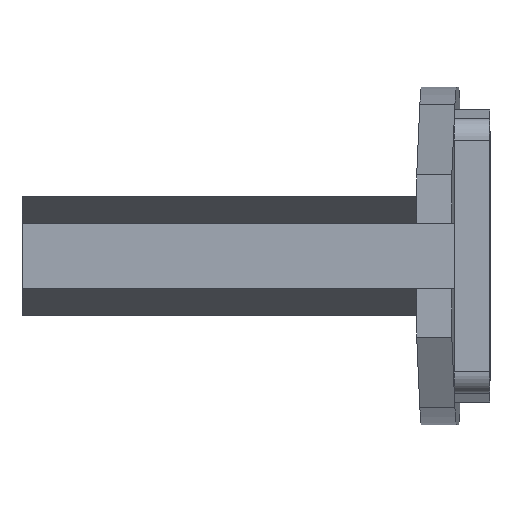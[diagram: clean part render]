
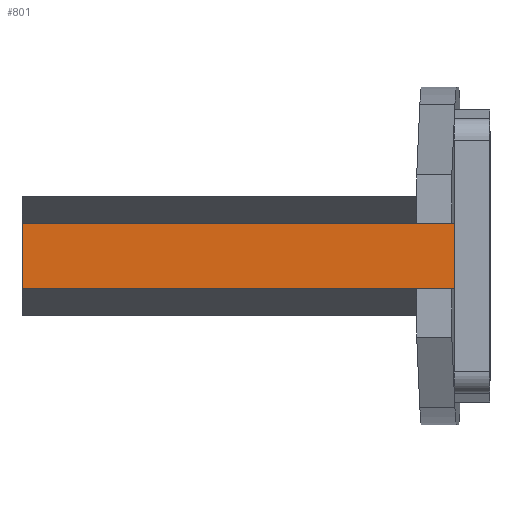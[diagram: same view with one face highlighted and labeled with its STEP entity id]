
A CAD part, front view. The second image highlights one B-rep face of the part: STEP entity #801.
In plain terms, the highlighted planar face has unit normal (-0.009, -1, 0).
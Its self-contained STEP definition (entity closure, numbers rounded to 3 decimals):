
#6 = DIRECTION ( 'NONE',  ( -1., 0.009, 0. ) ) ;
#10 = CARTESIAN_POINT ( 'NONE',  ( -149.254, 25.33, -1.5 ) ) ;
#40 = CARTESIAN_POINT ( 'NONE',  ( -149.254, 25.33, -1.5 ) ) ;
#53 = FACE_OUTER_BOUND ( 'NONE', #571, .T. ) ;
#106 = VECTOR ( 'NONE', #1233, 1000. ) ;
#113 = CARTESIAN_POINT ( 'NONE',  ( -169.253, 25.508, 1.5 ) ) ;
#205 = DIRECTION ( 'NONE',  ( 0., 0., 1. ) ) ;
#238 = LINE ( 'NONE', #10, #1266 ) ;
#357 = EDGE_CURVE ( 'NONE', #1457, #722, #1724, .T. ) ;
#398 = LINE ( 'NONE', #1063, #106 ) ;
#401 = EDGE_CURVE ( 'NONE', #1162, #1457, #398, .T. ) ;
#423 = VERTEX_POINT ( 'NONE', #1408 ) ;
#530 = DIRECTION ( 'NONE',  ( -1., 0.009, 0. ) ) ;
#571 = EDGE_LOOP ( 'NONE', ( #930, #1932, #1470, #1505 ) ) ;
#580 = AXIS2_PLACEMENT_3D ( 'NONE', #734, #2029, #530 ) ;
#722 = VERTEX_POINT ( 'NONE', #113 ) ;
#734 = CARTESIAN_POINT ( 'NONE',  ( 0.214, 23.999, -1.5 ) ) ;
#801 = ADVANCED_FACE ( 'NONE', ( #53 ), #2061, .F. ) ;
#811 = CARTESIAN_POINT ( 'NONE',  ( -169.253, 25.508, -1.5 ) ) ;
#930 = ORIENTED_EDGE ( 'NONE', *, *, #1987, .T. ) ;
#1006 = CARTESIAN_POINT ( 'NONE',  ( 0.214, 23.999, 1.5 ) ) ;
#1063 = CARTESIAN_POINT ( 'NONE',  ( 0.214, 23.999, -1.5 ) ) ;
#1162 = VERTEX_POINT ( 'NONE', #40 ) ;
#1233 = DIRECTION ( 'NONE',  ( -1., 0.009, 0. ) ) ;
#1246 = VECTOR ( 'NONE', #205, 1000. ) ;
#1266 = VECTOR ( 'NONE', #1703, 1000. ) ;
#1364 = CARTESIAN_POINT ( 'NONE',  ( -169.253, 25.508, -1.5 ) ) ;
#1408 = CARTESIAN_POINT ( 'NONE',  ( -149.254, 25.33, 1.5 ) ) ;
#1457 = VERTEX_POINT ( 'NONE', #811 ) ;
#1470 = ORIENTED_EDGE ( 'NONE', *, *, #401, .F. ) ;
#1505 = ORIENTED_EDGE ( 'NONE', *, *, #1675, .T. ) ;
#1536 = LINE ( 'NONE', #1006, #2060 ) ;
#1675 = EDGE_CURVE ( 'NONE', #1162, #423, #238, .T. ) ;
#1703 = DIRECTION ( 'NONE',  ( 0., 0., 1. ) ) ;
#1724 = LINE ( 'NONE', #1364, #1246 ) ;
#1932 = ORIENTED_EDGE ( 'NONE', *, *, #357, .F. ) ;
#1987 = EDGE_CURVE ( 'NONE', #423, #722, #1536, .T. ) ;
#2029 = DIRECTION ( 'NONE',  ( 0.009, 1., 0. ) ) ;
#2060 = VECTOR ( 'NONE', #6, 1000. ) ;
#2061 = PLANE ( 'NONE',  #580 ) ;
